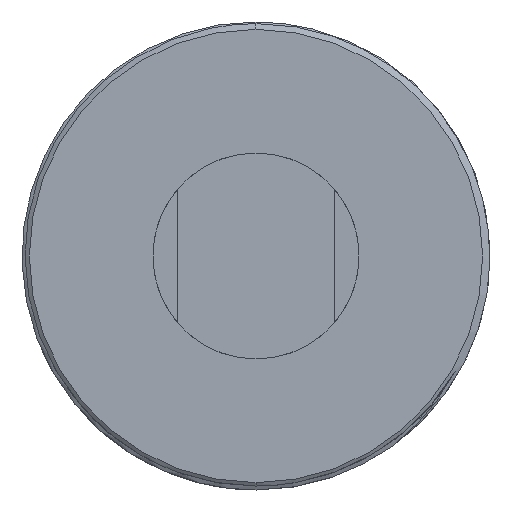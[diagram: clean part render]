
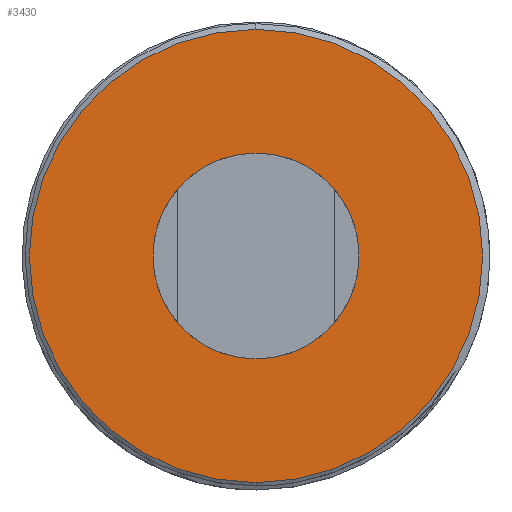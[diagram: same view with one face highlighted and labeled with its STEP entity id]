
A CAD part, left-side view. The second image highlights one B-rep face of the part: STEP entity #3430.
In plain terms, the highlighted planar face has unit normal (-1, 0, 0).
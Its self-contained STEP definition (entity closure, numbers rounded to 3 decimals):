
#66 = DIRECTION ( 'NONE',  ( 0., 0., 1. ) ) ;
#142 = AXIS2_PLACEMENT_3D ( 'NONE', #1933, #3602, #66 ) ;
#211 = CARTESIAN_POINT ( 'NONE',  ( 4.25, 0., 46.212 ) ) ;
#555 = AXIS2_PLACEMENT_3D ( 'NONE', #1904, #1663, #2827 ) ;
#560 = VERTEX_POINT ( 'NONE', #211 ) ;
#599 = CARTESIAN_POINT ( 'NONE',  ( 4.25, 0., 21. ) ) ;
#710 = DIRECTION ( 'NONE',  ( -1., 0., 0. ) ) ;
#713 = PLANE ( 'NONE',  #3594 ) ;
#755 = CARTESIAN_POINT ( 'NONE',  ( 4.25, 0., 0. ) ) ;
#929 = EDGE_CURVE ( 'NONE', #1879, #2279, #2642, .T. ) ;
#1223 = DIRECTION ( 'NONE',  ( 1., 0., 0. ) ) ;
#1343 = DIRECTION ( 'NONE',  ( -1., 0., 0. ) ) ;
#1363 = AXIS2_PLACEMENT_3D ( 'NONE', #755, #1343, #2668 ) ;
#1663 = DIRECTION ( 'NONE',  ( -1., 0., 0. ) ) ;
#1739 = CARTESIAN_POINT ( 'NONE',  ( 4.25, 0., 0. ) ) ;
#1761 = EDGE_LOOP ( 'NONE', ( #3455, #1880 ) ) ;
#1775 = DIRECTION ( 'NONE',  ( 0., 0., 1. ) ) ;
#1781 = CARTESIAN_POINT ( 'NONE',  ( 4.25, 21., 0. ) ) ;
#1827 = EDGE_LOOP ( 'NONE', ( #3437, #2852 ) ) ;
#1879 = VERTEX_POINT ( 'NONE', #599 ) ;
#1880 = ORIENTED_EDGE ( 'NONE', *, *, #3210, .F. ) ;
#1904 = CARTESIAN_POINT ( 'NONE',  ( 4.25, 0., 0. ) ) ;
#1933 = CARTESIAN_POINT ( 'NONE',  ( 4.25, 0., 0. ) ) ;
#1971 = EDGE_CURVE ( 'NONE', #560, #2814, #2072, .T. ) ;
#2016 = CIRCLE ( 'NONE', #142, 21. ) ;
#2072 = CIRCLE ( 'NONE', #3063, 46.212 ) ;
#2077 = CIRCLE ( 'NONE', #1363, 46.212 ) ;
#2260 = CARTESIAN_POINT ( 'NONE',  ( 4.25, 0., -21. ) ) ;
#2279 = VERTEX_POINT ( 'NONE', #2260 ) ;
#2361 = FACE_OUTER_BOUND ( 'NONE', #1827, .T. ) ;
#2642 = CIRCLE ( 'NONE', #555, 21. ) ;
#2668 = DIRECTION ( 'NONE',  ( 0., 0., 1. ) ) ;
#2814 = VERTEX_POINT ( 'NONE', #2885 ) ;
#2827 = DIRECTION ( 'NONE',  ( 0., 0., 1. ) ) ;
#2852 = ORIENTED_EDGE ( 'NONE', *, *, #1971, .T. ) ;
#2885 = CARTESIAN_POINT ( 'NONE',  ( 4.25, 0., -46.212 ) ) ;
#2912 = DIRECTION ( 'NONE',  ( 0., 0., -1. ) ) ;
#2942 = EDGE_CURVE ( 'NONE', #2814, #560, #2077, .T. ) ;
#3063 = AXIS2_PLACEMENT_3D ( 'NONE', #1739, #710, #1775 ) ;
#3210 = EDGE_CURVE ( 'NONE', #2279, #1879, #2016, .T. ) ;
#3430 = ADVANCED_FACE ( 'NONE', ( #3517, #2361 ), #713, .F. ) ;
#3437 = ORIENTED_EDGE ( 'NONE', *, *, #2942, .T. ) ;
#3455 = ORIENTED_EDGE ( 'NONE', *, *, #929, .F. ) ;
#3517 = FACE_BOUND ( 'NONE', #1761, .T. ) ;
#3594 = AXIS2_PLACEMENT_3D ( 'NONE', #1781, #1223, #2912 ) ;
#3602 = DIRECTION ( 'NONE',  ( -1., 0., 0. ) ) ;
